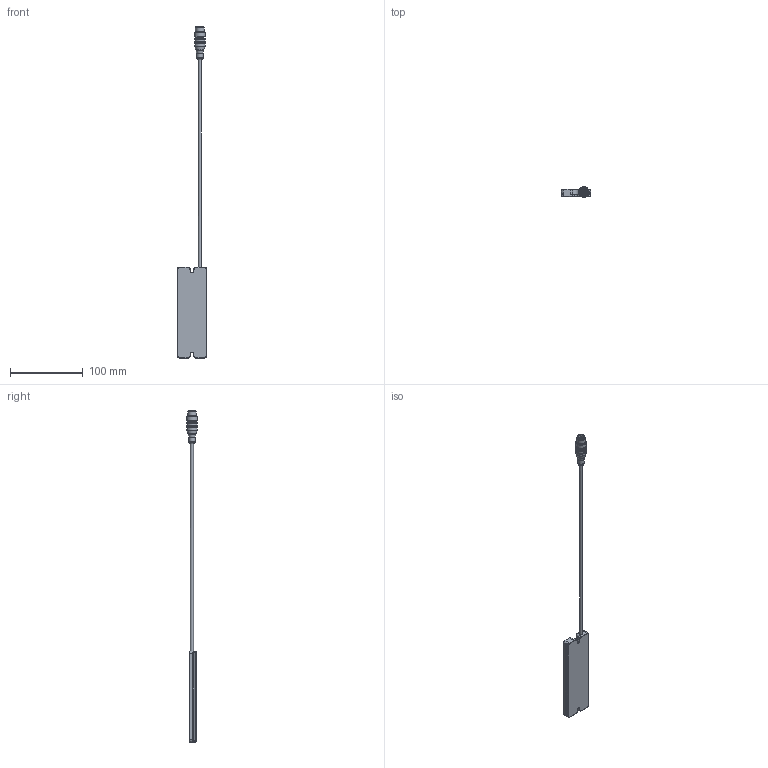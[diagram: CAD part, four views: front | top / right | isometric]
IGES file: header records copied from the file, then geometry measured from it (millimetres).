
Global section: file name: SB-RGB-126; native system: Autodesk Inventor 2019; preprocessor: unknown; author: S. Sandt; organization: di-soric GmbH & Co. KG; date: 20190215.073002; units: millimetre
Bounding box: 40 x 14.5 x 456.75 mm (x, y, z)
Volume: 56757.2 mm3; surface area: 20079.2 mm2
Topology: 1 solids, 1 shells, 200 faces, 511 edges, 337 vertices
Faces by surface type: bspline 200
